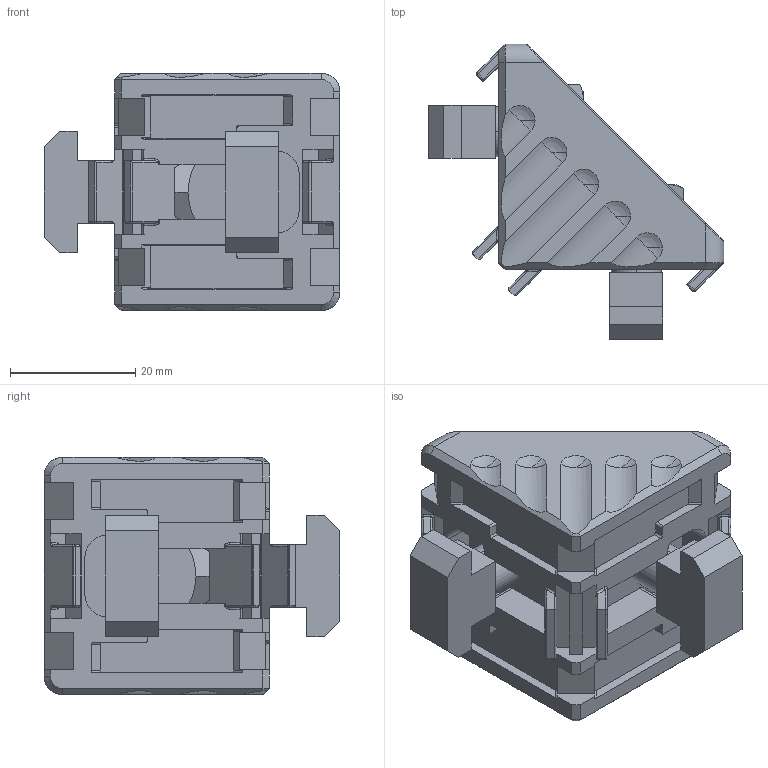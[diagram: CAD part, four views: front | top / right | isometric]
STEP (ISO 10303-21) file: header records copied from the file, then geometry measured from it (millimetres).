
FILE_DESCRIPTION((''),'2;1');
FILE_NAME('40x40 gusset with fasteners.ipt.stp','2011-06-02T21:57:47',(''),(''),'Autodesk Inventor 2011','Autodesk Inventor 2011','');
FILE_SCHEMA(('AUTOMOTIVE_DESIGN { 1 0 10303 214 1 1 1 1 }'));
Length unit declared in the file: millimetre
Products named in the file (1): 40x40 gusset with fasteners
Bounding box: 47.3 x 47.3 x 38 mm (x, y, z)
Volume: 19315.9 mm3; surface area: 12843.9 mm2
Topology: 5 solids, 5 shells, 370 faces, 990 edges, 598 vertices
Faces by surface type: plane 164, cylinder 123, sphere 31, cone 28, bspline 16, torus 8
Entity records: 15596 total; most frequent: CARTESIAN_POINT 6800, ORIENTED_EDGE 1910, DIRECTION 1730, EDGE_CURVE 955, VERTEX_POINT 598, VECTOR 578, LINE 578, AXIS2_PLACEMENT_3D 576
